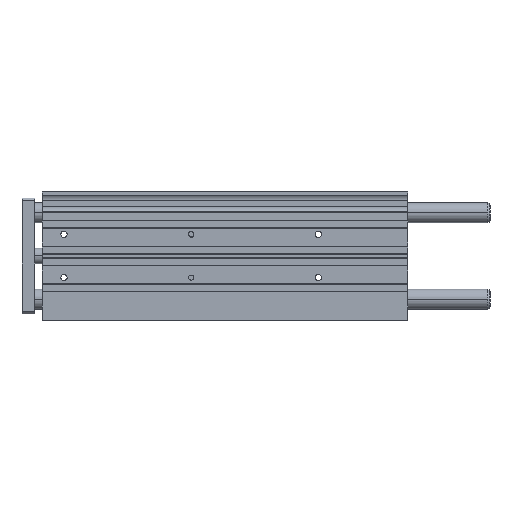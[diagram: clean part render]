
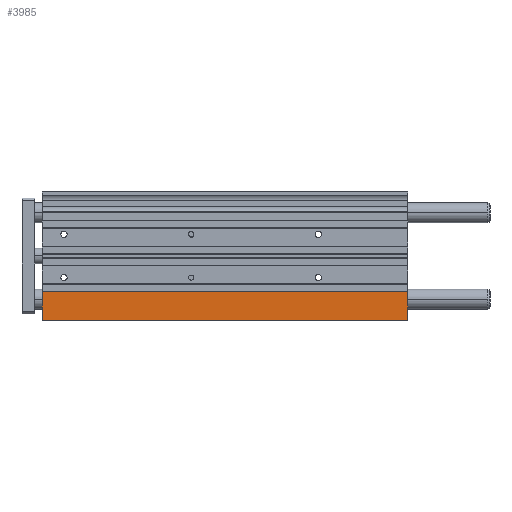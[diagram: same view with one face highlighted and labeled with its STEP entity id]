
A CAD part, top view. The second image highlights one B-rep face of the part: STEP entity #3985.
In plain terms, the highlighted planar face has unit normal (0, 0, 1).
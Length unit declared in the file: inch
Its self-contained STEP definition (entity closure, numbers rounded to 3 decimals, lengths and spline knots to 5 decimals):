
#149 = PLANE ( 'NONE',  #11121 ) ;
#611 = EDGE_CURVE ( 'NONE', #10149, #4284, #8510, .T. ) ;
#887 = DIRECTION ( 'NONE',  ( 0., 0., -1. ) ) ;
#1490 = CARTESIAN_POINT ( 'NONE',  ( 0., -1.11024, 0.82677 ) ) ;
#1779 = DIRECTION ( 'NONE',  ( 0., -1., 0. ) ) ;
#2210 = EDGE_CURVE ( 'NONE', #4385, #4603, #10454, .T. ) ;
#2215 = DIRECTION ( 'NONE',  ( -1., 0., 0. ) ) ;
#2450 = CARTESIAN_POINT ( 'NONE',  ( 11.3189, -1.11024, 0.82677 ) ) ;
#3589 = FACE_OUTER_BOUND ( 'NONE', #7316, .T. ) ;
#3810 = CARTESIAN_POINT ( 'NONE',  ( 11.3189, -1.11024, 0.82677 ) ) ;
#3985 = ADVANCED_FACE ( 'NONE', ( #3589 ), #149, .F. ) ;
#4284 = VERTEX_POINT ( 'NONE', #1490 ) ;
#4385 = VERTEX_POINT ( 'NONE', #10975 ) ;
#4603 = VERTEX_POINT ( 'NONE', #11211 ) ;
#4714 = DIRECTION ( 'NONE',  ( 0., -1., 0. ) ) ;
#5151 = LINE ( 'NONE', #2450, #10406 ) ;
#5793 = ORIENTED_EDGE ( 'NONE', *, *, #11621, .F. ) ;
#6481 = VECTOR ( 'NONE', #4714, 39.37008 ) ;
#6812 = DIRECTION ( 'NONE',  ( 0., -1., 0. ) ) ;
#7284 = CARTESIAN_POINT ( 'NONE',  ( 11.3189, -1.11024, 0.82677 ) ) ;
#7316 = EDGE_LOOP ( 'NONE', ( #10519, #11122, #5793, #11391 ) ) ;
#7449 = LINE ( 'NONE', #9548, #6481 ) ;
#8510 = LINE ( 'NONE', #11270, #8565 ) ;
#8565 = VECTOR ( 'NONE', #10233, 39.37008 ) ;
#8700 = EDGE_CURVE ( 'NONE', #4284, #4603, #7449, .T. ) ;
#9053 = VECTOR ( 'NONE', #2215, 39.37008 ) ;
#9548 = CARTESIAN_POINT ( 'NONE',  ( 0., -1.11024, 0.82677 ) ) ;
#10149 = VERTEX_POINT ( 'NONE', #3810 ) ;
#10233 = DIRECTION ( 'NONE',  ( -1., 0., 0. ) ) ;
#10406 = VECTOR ( 'NONE', #6812, 39.37008 ) ;
#10454 = LINE ( 'NONE', #11419, #9053 ) ;
#10519 = ORIENTED_EDGE ( 'NONE', *, *, #8700, .T. ) ;
#10975 = CARTESIAN_POINT ( 'NONE',  ( 11.3189, -1.98819, 0.82677 ) ) ;
#11121 = AXIS2_PLACEMENT_3D ( 'NONE', #7284, #887, #1779 ) ;
#11122 = ORIENTED_EDGE ( 'NONE', *, *, #2210, .F. ) ;
#11211 = CARTESIAN_POINT ( 'NONE',  ( 0., -1.98819, 0.82677 ) ) ;
#11270 = CARTESIAN_POINT ( 'NONE',  ( 11.3189, -1.11024, 0.82677 ) ) ;
#11391 = ORIENTED_EDGE ( 'NONE', *, *, #611, .T. ) ;
#11419 = CARTESIAN_POINT ( 'NONE',  ( 11.3189, -1.98819, 0.82677 ) ) ;
#11621 = EDGE_CURVE ( 'NONE', #10149, #4385, #5151, .T. ) ;
